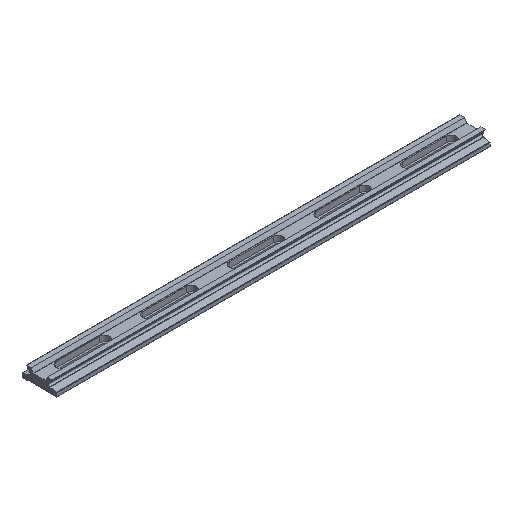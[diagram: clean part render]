
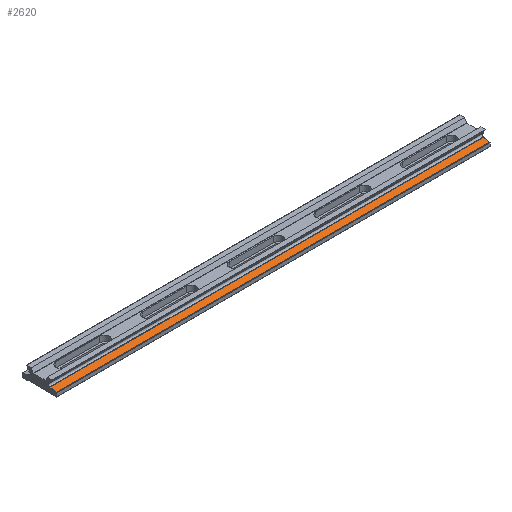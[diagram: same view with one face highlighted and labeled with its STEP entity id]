
A CAD part, isometric view. The second image highlights one B-rep face of the part: STEP entity #2620.
In plain terms, the highlighted planar face has unit normal (0, -0.174, 0.985).
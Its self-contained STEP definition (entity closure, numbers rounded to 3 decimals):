
#2620=ADVANCED_FACE('', (#2630), #2640, .T.);
#7890=AXIS2_PLACEMENT_3D('Ax2Pl3d', #7900, #7910, #7920);
#10980=CARTESIAN_POINT('', (63.407,-92.708,131.959))
;
#11020=CARTESIAN_POINT('', (-436.593,-92.708,131.959)
);
#11030=CARTESIAN_POINT('', (63.407,-92.708,131.959))
;
#11040=CARTESIAN_POINT('', (63.407,-100.094,130.657))
;
#11050=CARTESIAN_POINT('', (63.407,-100.094,130.657))
;
#11090=CARTESIAN_POINT('', (-436.593,-100.094,130.657)
);
#11100=CARTESIAN_POINT('', (-436.593,-100.094,130.657)
);
#7900=CARTESIAN_POINT('HicPkt', (63.407,-92.708,
131.959));
#11150=CARTESIAN_POINT('', (-436.593,-92.708,131.959)
);
#20620=DIRECTION('', (1.,0.,0.));
#20630=DIRECTION('', (0.,-0.985,-0.174));
#20660=DIRECTION('', (-1.,0.,0.));
#7910=DIRECTION('Axis', (0.,-0.174,
0.985));
#7920=DIRECTION('RefDirection', (0.,
-0.985,-0.174));
#20700=DIRECTION('', (0.,0.985,0.174));
#25770=EDGE_CURVE('', #25750, #25690, #25780, .T.);
#25790=EDGE_CURVE('', #25690, #25800, #25810, .T.);
#25870=EDGE_CURVE('', #25800, #25880, #25890, .T.);
#25970=EDGE_CURVE('', #25880, #25750, #25980, .T.);
#31170=EDGE_LOOP('Edge_loop', (#31180,#31190,#31200,#31210));
#2630=FACE_OUTER_BOUND('Face_outer_bound', #31170, .T.);
#25780=LINE('Line', #11030, #34770);
#25810=LINE('Line', #11040, #34780);
#25890=LINE('Line', #11090, #34810);
#25980=LINE('Line', #11150, #34850);
#31180=ORIENTED_EDGE('', *, *, #25790, .F.);
#31190=ORIENTED_EDGE('', *, *, #25770, .F.);
#31200=ORIENTED_EDGE('', *, *, #25970, .F.);
#31210=ORIENTED_EDGE('', *, *, #25870, .F.);
#2640=PLANE('Plane', #7890);
#34770=VECTOR('', #20620, 500.);
#34780=VECTOR('', #20630, 7.5);
#34810=VECTOR('', #20660, 500.);
#34850=VECTOR('', #20700, 7.5);
#25690=VERTEX_POINT('', #10980);
#25750=VERTEX_POINT('', #11020);
#25800=VERTEX_POINT('', #11050);
#25880=VERTEX_POINT('', #11100);
